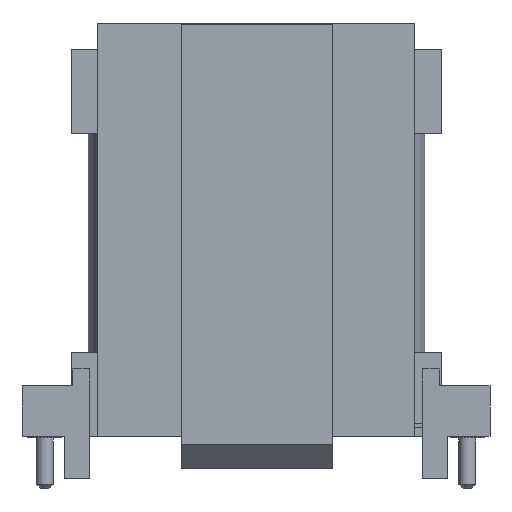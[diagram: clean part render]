
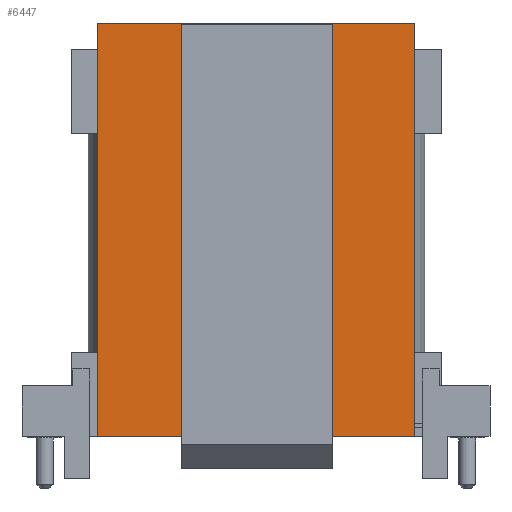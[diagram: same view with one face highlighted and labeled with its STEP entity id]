
A CAD part, front view. The second image highlights one B-rep face of the part: STEP entity #6447.
In plain terms, the highlighted planar face has unit normal (0, -1, 0).
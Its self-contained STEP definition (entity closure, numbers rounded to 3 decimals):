
#391=PLANE('',#6913);
#732=FACE_OUTER_BOUND('',#1099,.T.);
#1099=EDGE_LOOP('',(#5017,#5018,#5019,#5020));
#1624=LINE('',#9221,#2365);
#1658=LINE('',#9290,#2399);
#1725=LINE('',#9441,#2466);
#1726=LINE('',#9442,#2467);
#2365=VECTOR('',#7550,24.5);
#2399=VECTOR('',#7602,18.8);
#2466=VECTOR('',#7743,24.5);
#2467=VECTOR('',#7744,18.8);
#3086=VERTEX_POINT('',#9218);
#3087=VERTEX_POINT('',#9220);
#3113=VERTEX_POINT('',#9288);
#3160=VERTEX_POINT('',#9440);
#3739=EDGE_CURVE('',#3087,#3086,#1624,.T.);
#3775=EDGE_CURVE('',#3086,#3113,#1658,.T.);
#3850=EDGE_CURVE('',#3160,#3113,#1725,.T.);
#3851=EDGE_CURVE('',#3087,#3160,#1726,.T.);
#5017=ORIENTED_EDGE('',*,*,#3775,.T.);
#5018=ORIENTED_EDGE('',*,*,#3850,.F.);
#5019=ORIENTED_EDGE('',*,*,#3851,.F.);
#5020=ORIENTED_EDGE('',*,*,#3739,.T.);
#6447=ADVANCED_FACE('',(#732),#391,.T.);
#6913=AXIS2_PLACEMENT_3D('',#9439,#7741,#7742);
#7550=DIRECTION('',(0.,0.,1.));
#7602=DIRECTION('',(-1.,0.,0.));
#7741=DIRECTION('center_axis',(0.,-1.,0.));
#7742=DIRECTION('ref_axis',(0.,0.,-1.));
#7743=DIRECTION('',(0.,0.,1.));
#7744=DIRECTION('',(-1.,0.,0.));
#9218=CARTESIAN_POINT('',(9.4,-13.65,24.5));
#9220=CARTESIAN_POINT('',(9.4,-13.65,0.));
#9221=CARTESIAN_POINT('',(9.4,-13.65,0.));
#9288=CARTESIAN_POINT('',(-9.4,-13.65,24.5));
#9290=CARTESIAN_POINT('',(9.4,-13.65,24.5));
#9439=CARTESIAN_POINT('Origin',(9.4,-13.65,0.));
#9440=CARTESIAN_POINT('',(-9.4,-13.65,0.));
#9441=CARTESIAN_POINT('',(-9.4,-13.65,0.));
#9442=CARTESIAN_POINT('',(9.4,-13.65,0.));
